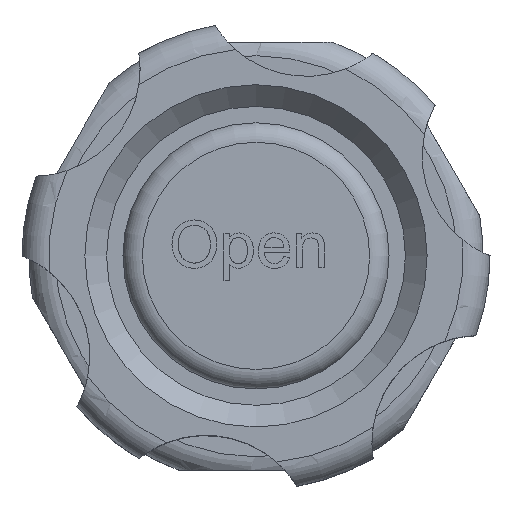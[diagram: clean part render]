
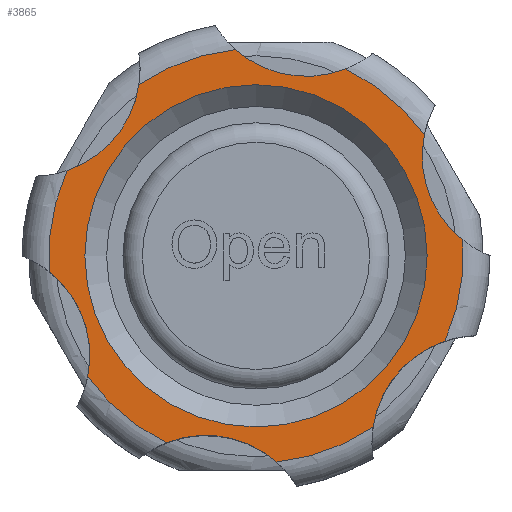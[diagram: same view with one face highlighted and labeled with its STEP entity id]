
A CAD part, top view. The second image highlights one B-rep face of the part: STEP entity #3865.
In plain terms, the highlighted planar face has unit normal (0, 0, 1).
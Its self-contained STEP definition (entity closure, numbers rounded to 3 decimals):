
#2904=CARTESIAN_POINT('',(0.774,-15.424,43.152));
#2905=VERTEX_POINT('',#2904);
#2921=CARTESIAN_POINT('',(-7.453,-13.981,43.152));
#2922=VERTEX_POINT('',#2921);
#2923=CARTESIAN_POINT('',(-4.518,-21.423,43.152));
#2924=DIRECTION('',(0.,0.,-1.));
#2925=DIRECTION('',(-0.173,-0.985,0.));
#2926=AXIS2_PLACEMENT_3D('',#2923,#2924,#2925);
#2927=CIRCLE('',#2926,8.);
#2928=EDGE_CURVE('',#2922,#2905,#2927,.T.);
#3048=CARTESIAN_POINT('',(13.364,-6.383,43.152));
#3049=VERTEX_POINT('',#3048);
#3065=CARTESIAN_POINT('',(8.001,-12.786,43.152));
#3066=VERTEX_POINT('',#3065);
#3067=CARTESIAN_POINT('',(15.913,-13.966,43.152));
#3068=DIRECTION('',(0.,0.,-1.));
#3069=DIRECTION('',(0.767,-0.642,0.));
#3070=AXIS2_PLACEMENT_3D('',#3067,#3068,#3069);
#3071=CIRCLE('',#3070,8.0);
#3072=EDGE_CURVE('',#3066,#3049,#3071,.T.);
#3192=CARTESIAN_POINT('',(11.83,9.041,43.152));
#3193=VERTEX_POINT('',#3192);
#3209=CARTESIAN_POINT('',(14.693,1.194,43.152));
#3210=VERTEX_POINT('',#3209);
#3211=CARTESIAN_POINT('',(19.671,7.457,43.152));
#3212=DIRECTION('',(0.,0.,-1.));
#3213=DIRECTION('',(0.939,0.343,0.));
#3214=AXIS2_PLACEMENT_3D('',#3211,#3212,#3213);
#3215=CIRCLE('',#3214,8.0);
#3216=EDGE_CURVE('',#3210,#3193,#3215,.T.);
#3284=CARTESIAN_POINT('',(-2.295,15.424,43.152));
#3285=VERTEX_POINT('',#3284);
#3301=CARTESIAN_POINT('',(5.932,13.981,43.152));
#3302=VERTEX_POINT('',#3301);
#3303=CARTESIAN_POINT('',(2.997,21.423,43.152));
#3304=DIRECTION('',(0.,0.,-1.0));
#3305=DIRECTION('',(0.173,0.985,0.));
#3306=AXIS2_PLACEMENT_3D('',#3303,#3304,#3305);
#3307=CIRCLE('',#3306,8.);
#3308=EDGE_CURVE('',#3302,#3285,#3307,.T.);
#3390=CARTESIAN_POINT('',(-14.885,6.383,43.152));
#3391=VERTEX_POINT('',#3390);
#3407=CARTESIAN_POINT('',(-9.522,12.786,43.152));
#3408=VERTEX_POINT('',#3407);
#3409=CARTESIAN_POINT('',(-17.434,13.966,43.152));
#3410=DIRECTION('',(0.,0.,-1.));
#3411=DIRECTION('',(-0.767,0.642,0.));
#3412=AXIS2_PLACEMENT_3D('',#3409,#3410,#3411);
#3413=CIRCLE('',#3412,8.0);
#3414=EDGE_CURVE('',#3408,#3391,#3413,.T.);
#3480=CARTESIAN_POINT('',(-13.351,-9.041,43.152));
#3481=VERTEX_POINT('',#3480);
#3497=CARTESIAN_POINT('',(-16.214,-1.194,43.152));
#3498=VERTEX_POINT('',#3497);
#3499=CARTESIAN_POINT('',(-21.192,-7.457,43.152));
#3500=DIRECTION('',(0.,0.,-1.));
#3501=DIRECTION('',(-0.939,-0.343,0.));
#3502=AXIS2_PLACEMENT_3D('',#3499,#3500,#3501);
#3503=CIRCLE('',#3502,8.0);
#3504=EDGE_CURVE('',#3498,#3481,#3503,.T.);
#3721=CARTESIAN_POINT('',(-0.761,0.,43.152));
#3722=DIRECTION('',(0.,0.,-1.));
#3723=DIRECTION('',(0.767,-0.642,0.));
#3724=AXIS2_PLACEMENT_3D('',#3721,#3722,#3723);
#3725=CIRCLE('',#3724,15.5);
#3726=EDGE_CURVE('',#3210,#3049,#3725,.T.);
#3739=CARTESIAN_POINT('',(-0.761,0.,43.152));
#3740=DIRECTION('',(0.,0.,-1.));
#3741=DIRECTION('',(0.767,-0.642,0.));
#3742=AXIS2_PLACEMENT_3D('',#3739,#3740,#3741);
#3743=CIRCLE('',#3742,15.5);
#3744=EDGE_CURVE('',#3302,#3193,#3743,.T.);
#3759=CARTESIAN_POINT('',(-0.761,0.,43.152));
#3760=DIRECTION('',(0.,0.,-1.));
#3761=DIRECTION('',(0.767,-0.642,0.));
#3762=AXIS2_PLACEMENT_3D('',#3759,#3760,#3761);
#3763=CIRCLE('',#3762,15.5);
#3764=EDGE_CURVE('',#3066,#2905,#3763,.T.);
#3777=CARTESIAN_POINT('',(-0.761,0.,43.152));
#3778=DIRECTION('',(0.,0.,-1.));
#3779=DIRECTION('',(0.767,-0.642,0.));
#3780=AXIS2_PLACEMENT_3D('',#3777,#3778,#3779);
#3781=CIRCLE('',#3780,15.5);
#3782=EDGE_CURVE('',#2922,#3481,#3781,.T.);
#3795=CARTESIAN_POINT('',(-0.761,0.,43.152));
#3796=DIRECTION('',(0.,0.,-1.));
#3797=DIRECTION('',(0.767,-0.642,0.));
#3798=AXIS2_PLACEMENT_3D('',#3795,#3796,#3797);
#3799=CIRCLE('',#3798,15.5);
#3800=EDGE_CURVE('',#3498,#3391,#3799,.T.);
#3829=CARTESIAN_POINT('',(-12.375,9.728,43.152));
#3830=DIRECTION('',(0.0,0.0,1.0));
#3831=DIRECTION('',(0.642,0.767,0.0));
#3832=AXIS2_PLACEMENT_3D('',#3829,#3830,#3831);
#3833=PLANE('',#3832);
#3834=ORIENTED_EDGE('',*,*,#3308,.T.);
#3835=CARTESIAN_POINT('',(-0.761,0.,43.152));
#3836=DIRECTION('',(0.,0.,-1.));
#3837=DIRECTION('',(0.767,-0.642,0.));
#3838=AXIS2_PLACEMENT_3D('',#3835,#3836,#3837);
#3839=CIRCLE('',#3838,15.5);
#3840=EDGE_CURVE('',#3408,#3285,#3839,.T.);
#3841=ORIENTED_EDGE('',*,*,#3840,.F.);
#3842=ORIENTED_EDGE('',*,*,#3414,.T.);
#3843=ORIENTED_EDGE('',*,*,#3800,.F.);
#3844=ORIENTED_EDGE('',*,*,#3504,.T.);
#3845=ORIENTED_EDGE('',*,*,#3782,.F.);
#3846=ORIENTED_EDGE('',*,*,#2928,.T.);
#3847=ORIENTED_EDGE('',*,*,#3764,.F.);
#3848=ORIENTED_EDGE('',*,*,#3072,.T.);
#3849=ORIENTED_EDGE('',*,*,#3726,.F.);
#3850=ORIENTED_EDGE('',*,*,#3216,.T.);
#3851=ORIENTED_EDGE('',*,*,#3744,.F.);
#3852=EDGE_LOOP('',(#3834,#3841,#3842,#3843,#3844,#3845,#3846,#3847,#3848,#3849,#3850,#3851));
#3853=FACE_OUTER_BOUND('',#3852,.T.);
#3854=CARTESIAN_POINT('',(-10.573,8.219,43.152));
#3855=VERTEX_POINT('',#3854);
#3856=CARTESIAN_POINT('',(-0.761,0.,43.152));
#3857=DIRECTION('',(0.,0.,-1.));
#3858=DIRECTION('',(-0.767,0.642,0.));
#3859=AXIS2_PLACEMENT_3D('',#3856,#3857,#3858);
#3860=CIRCLE('',#3859,12.8);
#3861=EDGE_CURVE('',#3855,#3855,#3860,.T.);
#3862=ORIENTED_EDGE('',*,*,#3861,.T.);
#3863=EDGE_LOOP('',(#3862));
#3864=FACE_BOUND('',#3863,.T.);
#3865=ADVANCED_FACE('',(#3853,#3864),#3833,.T.);
